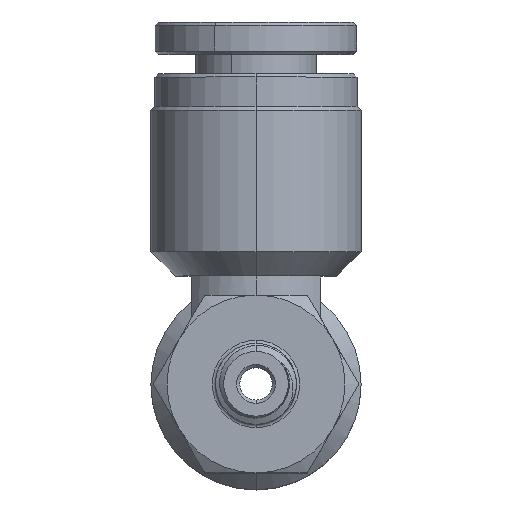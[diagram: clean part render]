
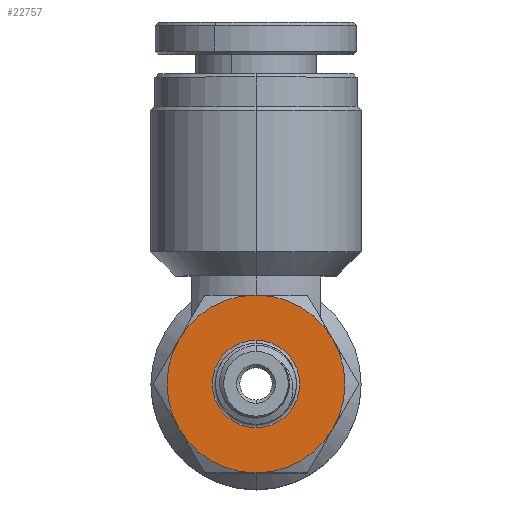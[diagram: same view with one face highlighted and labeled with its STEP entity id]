
A CAD part, top view. The second image highlights one B-rep face of the part: STEP entity #22757.
In plain terms, the highlighted planar face has unit normal (0, 0, 1).
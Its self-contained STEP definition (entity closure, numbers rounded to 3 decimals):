
#505 = CARTESIAN_POINT ( 'NONE',  ( 4.763, 2.75, 8.18 ) ) ;
#870 = CARTESIAN_POINT ( 'NONE',  ( -4.763, 2.75, 8.18 ) ) ;
#1155 = ORIENTED_EDGE ( 'NONE', *, *, #8691, .T. ) ;
#1406 = CARTESIAN_POINT ( 'NONE',  ( 4.763, -2.75, 8.18 ) ) ;
#1947 = DIRECTION ( 'NONE',  ( 0., 0., 1. ) ) ;
#2150 = DIRECTION ( 'NONE',  ( 0., 0., -1. ) ) ;
#2330 = CARTESIAN_POINT ( 'NONE',  ( 0., 0., 8.18 ) ) ;
#3118 = AXIS2_PLACEMENT_3D ( 'NONE', #12166, #32516, #15095 ) ;
#3163 = ORIENTED_EDGE ( 'NONE', *, *, #11555, .F. ) ;
#4543 = AXIS2_PLACEMENT_3D ( 'NONE', #34189, #16782, #37113 ) ;
#5077 = VERTEX_POINT ( 'NONE', #25622 ) ;
#5246 = DIRECTION ( 'NONE',  ( 0., 1., 0. ) ) ;
#5740 = EDGE_LOOP ( 'NONE', ( #26552, #1155 ) ) ;
#7337 = VERTEX_POINT ( 'NONE', #1406 ) ;
#8691 = EDGE_CURVE ( 'NONE', #26979, #37668, #21277, .T. ) ;
#8820 = CIRCLE ( 'NONE', #13086, 5.5 ) ;
#9277 = CIRCLE ( 'NONE', #21155, 5.5 ) ;
#10239 = DIRECTION ( 'NONE',  ( 0., 0., -1. ) ) ;
#10618 = ORIENTED_EDGE ( 'NONE', *, *, #35444, .F. ) ;
#11130 = DIRECTION ( 'NONE',  ( 0., 0., -1. ) ) ;
#11555 = EDGE_CURVE ( 'NONE', #21876, #5077, #16328, .T. ) ;
#12166 = CARTESIAN_POINT ( 'NONE',  ( 0., 0., 8.18 ) ) ;
#13086 = AXIS2_PLACEMENT_3D ( 'NONE', #19702, #2150, #22585 ) ;
#13413 = ORIENTED_EDGE ( 'NONE', *, *, #16574, .T. ) ;
#13516 = VERTEX_POINT ( 'NONE', #505 ) ;
#13593 = CARTESIAN_POINT ( 'NONE',  ( 0., -2.7, 8.18 ) ) ;
#14380 = CARTESIAN_POINT ( 'NONE',  ( -4.763, -2.75, 8.18 ) ) ;
#15095 = DIRECTION ( 'NONE',  ( 0., 1., 0. ) ) ;
#15683 = EDGE_CURVE ( 'NONE', #37668, #26979, #19460, .T. ) ;
#15684 = DIRECTION ( 'NONE',  ( 0., 0., -1. ) ) ;
#15963 = CARTESIAN_POINT ( 'NONE',  ( 0., 0., 8.18 ) ) ;
#16328 = CIRCLE ( 'NONE', #24271, 5.5 ) ;
#16574 = EDGE_CURVE ( 'NONE', #31069, #7337, #30136, .T. ) ;
#16782 = DIRECTION ( 'NONE',  ( 0., 0., -1. ) ) ;
#17112 = CIRCLE ( 'NONE', #4543, 5.5 ) ;
#18118 = EDGE_LOOP ( 'NONE', ( #10618, #3163, #21410, #30667, #13413, #35160 ) ) ;
#18918 = DIRECTION ( 'NONE',  ( 0., 1., 0. ) ) ;
#19338 = FACE_OUTER_BOUND ( 'NONE', #18118, .T. ) ;
#19460 = CIRCLE ( 'NONE', #3118, 2.7 ) ;
#19505 = CARTESIAN_POINT ( 'NONE',  ( 0., 0., 8.18 ) ) ;
#19584 = VERTEX_POINT ( 'NONE', #14380 ) ;
#19702 = CARTESIAN_POINT ( 'NONE',  ( 0., 0., 8.18 ) ) ;
#21155 = AXIS2_PLACEMENT_3D ( 'NONE', #15963, #36319, #18918 ) ;
#21222 = AXIS2_PLACEMENT_3D ( 'NONE', #33067, #15684, #36033 ) ;
#21277 = CIRCLE ( 'NONE', #21222, 2.7 ) ;
#21410 = ORIENTED_EDGE ( 'NONE', *, *, #21620, .F. ) ;
#21620 = EDGE_CURVE ( 'NONE', #19584, #21876, #25323, .T. ) ;
#21876 = VERTEX_POINT ( 'NONE', #870 ) ;
#22382 = DIRECTION ( 'NONE',  ( 0., -1., 0. ) ) ;
#22585 = DIRECTION ( 'NONE',  ( 0., 1., 0. ) ) ;
#22739 = DIRECTION ( 'NONE',  ( 0., 0., -1. ) ) ;
#22757 = ADVANCED_FACE ( 'NONE', ( #27024, #19338 ), #25412, .F. ) ;
#24271 = AXIS2_PLACEMENT_3D ( 'NONE', #27648, #10239, #30543 ) ;
#24437 = CARTESIAN_POINT ( 'NONE',  ( 0., -5.5, 8.18 ) ) ;
#25126 = EDGE_CURVE ( 'NONE', #13516, #7337, #17112, .T. ) ;
#25323 = CIRCLE ( 'NONE', #33231, 5.5 ) ;
#25412 = PLANE ( 'NONE',  #35955 ) ;
#25622 = CARTESIAN_POINT ( 'NONE',  ( 0., 5.5, 8.18 ) ) ;
#26552 = ORIENTED_EDGE ( 'NONE', *, *, #15683, .T. ) ;
#26979 = VERTEX_POINT ( 'NONE', #13593 ) ;
#27024 = FACE_BOUND ( 'NONE', #5740, .T. ) ;
#27648 = CARTESIAN_POINT ( 'NONE',  ( 0., 0., 8.18 ) ) ;
#28549 = CARTESIAN_POINT ( 'NONE',  ( 0., 0., 8.18 ) ) ;
#30136 = CIRCLE ( 'NONE', #33967, 5.5 ) ;
#30170 = EDGE_CURVE ( 'NONE', #31069, #19584, #9277, .T. ) ;
#30419 = CARTESIAN_POINT ( 'NONE',  ( 0., 2.7, 8.18 ) ) ;
#30543 = DIRECTION ( 'NONE',  ( 0., 1., 0. ) ) ;
#30667 = ORIENTED_EDGE ( 'NONE', *, *, #30170, .F. ) ;
#31069 = VERTEX_POINT ( 'NONE', #24437 ) ;
#31467 = DIRECTION ( 'NONE',  ( 0., 1., 0. ) ) ;
#32516 = DIRECTION ( 'NONE',  ( 0., 0., -1. ) ) ;
#33067 = CARTESIAN_POINT ( 'NONE',  ( 0., 0., 8.18 ) ) ;
#33231 = AXIS2_PLACEMENT_3D ( 'NONE', #28549, #11130, #31467 ) ;
#33967 = AXIS2_PLACEMENT_3D ( 'NONE', #19505, #1947, #22382 ) ;
#34189 = CARTESIAN_POINT ( 'NONE',  ( 0., 0., 8.18 ) ) ;
#35160 = ORIENTED_EDGE ( 'NONE', *, *, #25126, .F. ) ;
#35444 = EDGE_CURVE ( 'NONE', #5077, #13516, #8820, .T. ) ;
#35955 = AXIS2_PLACEMENT_3D ( 'NONE', #2330, #22739, #5246 ) ;
#36033 = DIRECTION ( 'NONE',  ( 0., 1., 0. ) ) ;
#36319 = DIRECTION ( 'NONE',  ( 0., 0., -1. ) ) ;
#37113 = DIRECTION ( 'NONE',  ( 0., 1., 0. ) ) ;
#37668 = VERTEX_POINT ( 'NONE', #30419 ) ;
